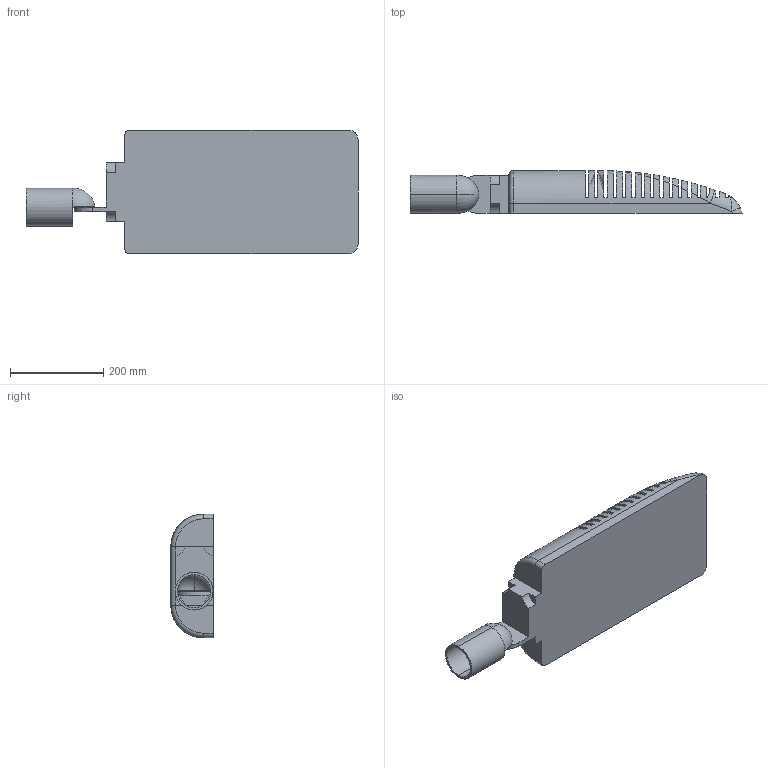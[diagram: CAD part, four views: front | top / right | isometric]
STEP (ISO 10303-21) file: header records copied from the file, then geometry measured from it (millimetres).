
FILE_DESCRIPTION (( 'STEP AP214' ), '1' );
FILE_NAME ('FREGAT CROSSING LED 55 (R).STEP', '2018-07-03T09:06:35', ( '' ), ( '' ), 'SwSTEP 2.0', 'SolidWorks 2013', '' );
FILE_SCHEMA (( 'AUTOMOTIVE_DESIGN' ));
Length unit declared in the file: millimetre
Products named in the file (3): 2; CORVETTE LED; FREGAT CROSSING LED 55 (R)
Assembly tree (2 placements, depth 2):
  FREGAT CROSSING LED 55 (R)
    CORVETTE LED
    2
Bounding box: 712.13 x 91 x 265 mm (x, y, z)
Volume: 9019082.7 mm3; surface area: 750969.7 mm2
Topology: 2 solids, 2 shells, 151 faces, 414 edges, 266 vertices
Faces by surface type: plane 81, cylinder 36, bspline 24, torus 10
Entity records: 6521 total; most frequent: CARTESIAN_POINT 2521, ORIENTED_EDGE 828, DIRECTION 676, EDGE_CURVE 414, VERTEX_POINT 266, AXIS2_PLACEMENT_3D 252, LINE 172, VECTOR 172
